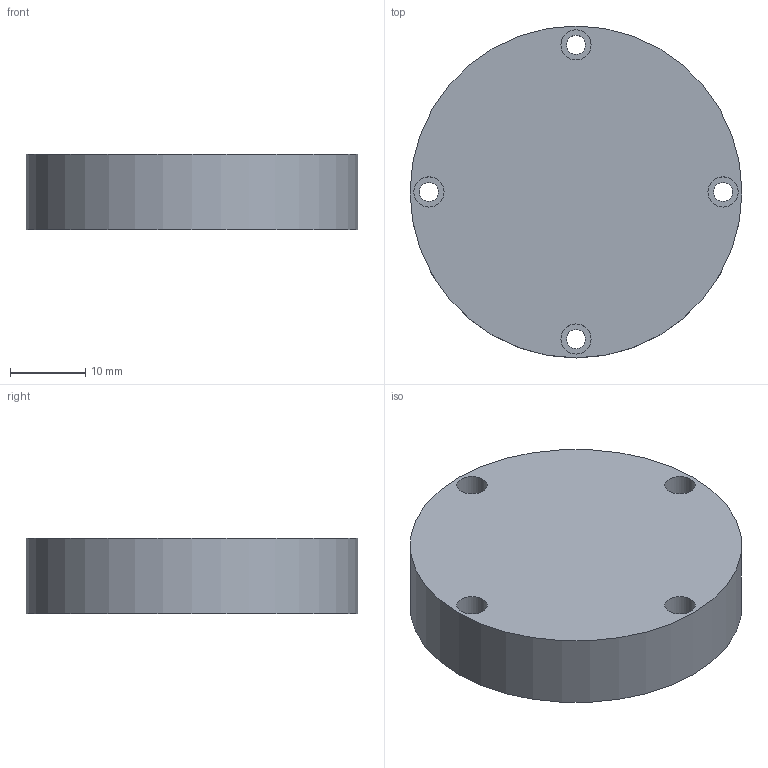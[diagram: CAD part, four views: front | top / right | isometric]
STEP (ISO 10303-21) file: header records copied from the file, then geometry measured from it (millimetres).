
FILE_DESCRIPTION(/* description */ (''),/* implementation_level */ '2;1');
FILE_NAME(/* name */ 'Carcaza pequea M456 v2.step',/* time_stamp */ '2025-07-14T22:46:34-05:00',/* author */ (''),/* organization */ (''),/* preprocessor_version */ 'ST-DEVELOPER v20.1',/* originating_system */ 'Autodesk Translation Framework v14.10.0.0',/* authorisation */ '');
FILE_SCHEMA (('AUTOMOTIVE_DESIGN { 1 0 10303 214 3 1 1 }'));
Length unit declared in the file: millimetre
Products named in the file (1): Carcaza pequeña M456
Bounding box: 44 x 44 x 10 mm (x, y, z)
Volume: 8148.9 mm3; surface area: 5544.6 mm2
Topology: 1 solids, 1 shells, 17 faces, 38 edges, 26 vertices
Faces by surface type: cylinder 10, plane 7
Full cylindrical faces by diameter (mm): 2.529 x4, 4 x4, 35 x1, 44 x1
Entity records: 589 total; most frequent: DIRECTION 106, ORIENTED_EDGE 88, CARTESIAN_POINT 88, EDGE_CURVE 44, AXIS2_PLACEMENT_3D 44, EDGE_LOOP 30, CIRCLE 26, VERTEX_POINT 26
